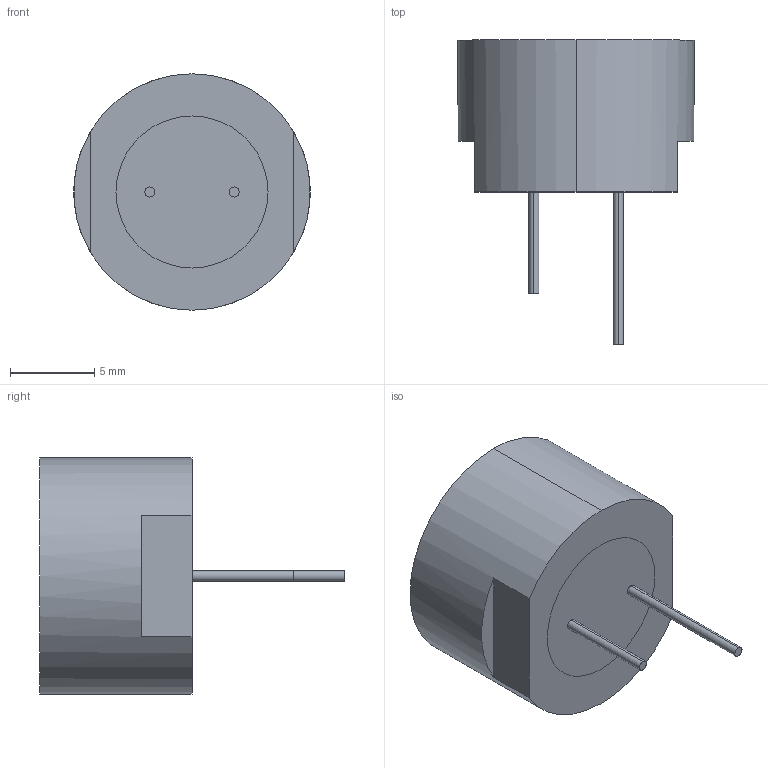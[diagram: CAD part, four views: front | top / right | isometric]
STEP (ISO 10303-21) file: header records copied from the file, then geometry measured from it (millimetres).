
FILE_DESCRIPTION (( 'STEP AP214' ), '1' );
FILE_NAME ('INGHAi GU14095B-40TR.step', '2024-08-18T06:10:52+00:00', 'Stefan Hamminga', '', '', '', '');
FILE_SCHEMA (( 'AUTOMOTIVE_DESIGN' ));
Length unit declared in the file: millimetre
Products named in the file (1): INGHAi GU14095B-40TR
Bounding box: 14 x 18 x 14 mm (x, y, z)
Volume: 1360.4 mm3; surface area: 730.9 mm2
Topology: 3 solids, 3 shells, 17 faces, 32 edges, 22 vertices
Faces by surface type: plane 11, cylinder 6
Entity records: 481 total; most frequent: DIRECTION 86, CARTESIAN_POINT 72, ORIENTED_EDGE 64, AXIS2_PLACEMENT_3D 36, EDGE_CURVE 32, VERTEX_POINT 22, EDGE_LOOP 18, CIRCLE 18
